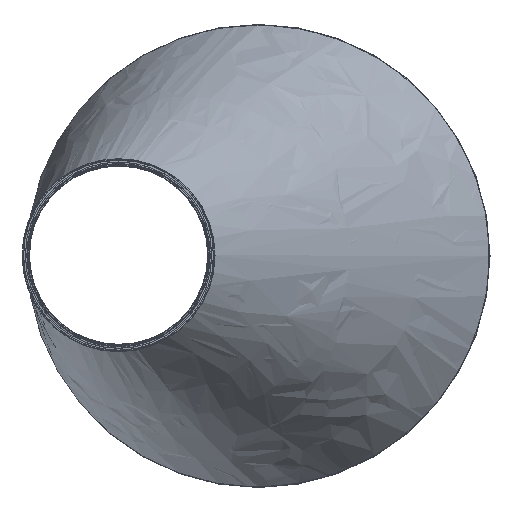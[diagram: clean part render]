
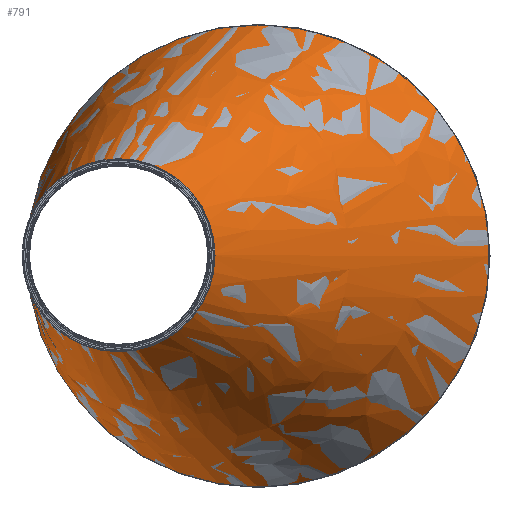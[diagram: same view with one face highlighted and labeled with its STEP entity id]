
A CAD part, top view. The second image highlights one B-rep face of the part: STEP entity #791.
In plain terms, the highlighted free-form (B-spline) face has degree [1, 2] with [2, 9] control points.
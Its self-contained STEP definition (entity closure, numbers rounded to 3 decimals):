
#112=CARTESIAN_POINT('',(-124.45,0.0,0.0));
#113=VERTEX_POINT('',#112);
#114=CARTESIAN_POINT('',(124.45,0.0,0.0));
#115=VERTEX_POINT('',#114);
#317=CARTESIAN_POINT('',(0.0,0.0,0.0));
#318=DIRECTION('',(0.0,0.0,-1.0));
#319=DIRECTION('',(1.0,0.0,0.0));
#320=AXIS2_PLACEMENT_3D('',#317,#318,#319);
#321=CIRCLE('',#320,124.45);
#322=EDGE_CURVE('',#113,#115,#321,.T.);
#324=CARTESIAN_POINT('',(0.0,0.0,0.0));
#325=DIRECTION('',(0.0,0.0,-1.0));
#326=DIRECTION('',(1.0,0.0,0.0));
#327=AXIS2_PLACEMENT_3D('',#324,#325,#326);
#328=CIRCLE('',#327,124.45);
#329=EDGE_CURVE('',#115,#113,#328,.T.);
#545=CARTESIAN_POINT('',(506.15,0.0,-547.0));
#546=VERTEX_POINT('',#545);
#547=CARTESIAN_POINT('',(190.85,0.0,-547.0));
#548=DIRECTION('',(0.0,0.0,1.0));
#549=DIRECTION('',(1.0,0.0,0.0));
#550=AXIS2_PLACEMENT_3D('',#547,#548,#549);
#551=CIRCLE('',#550,315.3);
#552=EDGE_CURVE('',#546,#546,#551,.T.);
#758=CARTESIAN_POINT('',(-22.392,112.7,32.088));
#759=CARTESIAN_POINT('',(190.85,348.174,-646.134));
#760=CARTESIAN_POINT('',(-124.45,112.7,0.));
#761=CARTESIAN_POINT('',(-124.45,348.174,-745.268));
#762=CARTESIAN_POINT('',(-124.45,0.,0.));
#763=CARTESIAN_POINT('',(-124.45,0.,-745.268));
#764=CARTESIAN_POINT('',(-124.45,-112.7,0.));
#765=CARTESIAN_POINT('',(-124.45,-348.174,-745.268));
#766=CARTESIAN_POINT('',(-22.392,-112.7,32.088));
#767=CARTESIAN_POINT('',(190.85,-348.174,-646.134));
#768=CARTESIAN_POINT('',(79.667,-112.7,64.177));
#769=CARTESIAN_POINT('',(506.15,-348.174,-547.));
#770=CARTESIAN_POINT('',(79.667,0.,64.177));
#771=CARTESIAN_POINT('',(506.15,0.,-547.0));
#772=CARTESIAN_POINT('',(79.667,112.7,64.177));
#773=CARTESIAN_POINT('',(506.15,348.174,-547.));
#774=CARTESIAN_POINT('',(-22.392,112.7,32.088));
#775=CARTESIAN_POINT('',(190.85,348.174,-646.134));
#783=(BOUNDED_SURFACE()B_SPLINE_SURFACE(1,2,((#758,#760,#762,#764,#766,#768,#770,#772,#774),(#759,#761,#763,#765,#767,#769,#771,#773,#775)),.UNSPECIFIED.,.F.,.T.,.U.)B_SPLINE_SURFACE_WITH_KNOTS((2,2),(3,2,2,2,3),(-2.049,0.314),(0.0,497.71,995.42,1493.13,1990.84),.UNSPECIFIED.)GEOMETRIC_REPRESENTATION_ITEM()RATIONAL_B_SPLINE_SURFACE(((1.0,0.707,1.0,0.707,1.0,0.707,1.0,0.707,1.0),(1.0,0.707,1.0,0.707,1.0,0.707,1.0,0.707,1.0)))REPRESENTATION_ITEM('')SURFACE());
#784=ORIENTED_EDGE('',*,*,#329,.T.);
#785=ORIENTED_EDGE('',*,*,#322,.T.);
#786=EDGE_LOOP('',(#784,#785));
#787=FACE_OUTER_BOUND('',#786,.T.);
#788=ORIENTED_EDGE('',*,*,#552,.T.);
#789=EDGE_LOOP('',(#788));
#790=FACE_BOUND('',#789,.T.);
#791=ADVANCED_FACE('',(#787,#790),#783,.T.);
